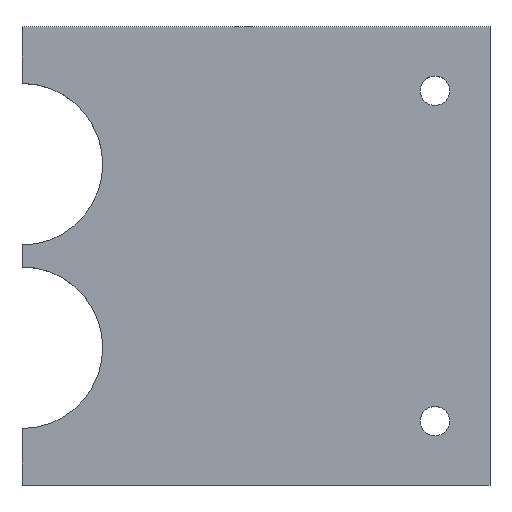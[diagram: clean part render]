
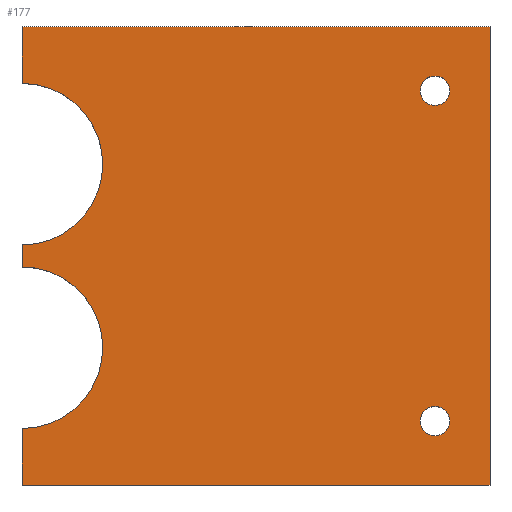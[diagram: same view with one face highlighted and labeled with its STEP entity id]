
A CAD part, top view. The second image highlights one B-rep face of the part: STEP entity #177.
In plain terms, the highlighted planar face has unit normal (0, 0, 1).
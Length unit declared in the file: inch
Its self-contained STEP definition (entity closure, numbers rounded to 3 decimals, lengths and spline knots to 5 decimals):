
#2 = CARTESIAN_POINT ( 'NONE',  ( 1.75, -1.125, 0. ) ) ;
#19 = CIRCLE ( 'NONE', #821, 0.1005 ) ;
#26 = VERTEX_POINT ( 'NONE', #646 ) ;
#30 = VERTEX_POINT ( 'NONE', #245 ) ;
#32 = EDGE_CURVE ( 'NONE', #203, #260, #643, .T. ) ;
#49 = EDGE_CURVE ( 'NONE', #260, #167, #317, .T. ) ;
#57 = FACE_BOUND ( 'NONE', #466, .T. ) ;
#59 = VERTEX_POINT ( 'NONE', #795 ) ;
#60 = AXIS2_PLACEMENT_3D ( 'NONE', #510, #397, #256 ) ;
#61 = ORIENTED_EDGE ( 'NONE', *, *, #323, .F. ) ;
#78 = CARTESIAN_POINT ( 'NONE',  ( -1.0625, 0.625, 0. ) ) ;
#115 = CIRCLE ( 'NONE', #831, 0.55 ) ;
#116 = DIRECTION ( 'NONE',  ( 1., 0., 0. ) ) ;
#119 = FACE_BOUND ( 'NONE', #551, .T. ) ;
#135 = CARTESIAN_POINT ( 'NONE',  ( 0., 0., 0. ) ) ;
#136 = LINE ( 'NONE', #398, #198 ) ;
#144 = DIRECTION ( 'NONE',  ( 1., 0., 0. ) ) ;
#146 = ORIENTED_EDGE ( 'NONE', *, *, #737, .F. ) ;
#147 = DIRECTION ( 'NONE',  ( 0., 0., 1. ) ) ;
#150 = ORIENTED_EDGE ( 'NONE', *, *, #794, .F. ) ;
#151 = CARTESIAN_POINT ( 'NONE',  ( -0.5125, 0.625, 0. ) ) ;
#167 = VERTEX_POINT ( 'NONE', #531 ) ;
#177 = ADVANCED_FACE ( 'NONE', ( #119, #652, #57 ), #381, .F. ) ;
#183 = EDGE_CURVE ( 'NONE', #30, #799, #832, .T. ) ;
#192 = CARTESIAN_POINT ( 'NONE',  ( 1.6495, -1.125, 0. ) ) ;
#198 = VECTOR ( 'NONE', #597, 39.37008 ) ;
#203 = VERTEX_POINT ( 'NONE', #778 ) ;
#213 = CARTESIAN_POINT ( 'NONE',  ( -1.0625, -0.625, 0. ) ) ;
#222 = DIRECTION ( 'NONE',  ( -1., 0., 0. ) ) ;
#226 = ORIENTED_EDGE ( 'NONE', *, *, #294, .F. ) ;
#227 = AXIS2_PLACEMENT_3D ( 'NONE', #710, #385, #116 ) ;
#235 = ORIENTED_EDGE ( 'NONE', *, *, #835, .F. ) ;
#236 = CARTESIAN_POINT ( 'NONE',  ( -1.0625, 0.625, 0. ) ) ;
#241 = DIRECTION ( 'NONE',  ( 1., 0., 0. ) ) ;
#244 = VERTEX_POINT ( 'NONE', #387 ) ;
#245 = CARTESIAN_POINT ( 'NONE',  ( 1.8505, -1.125, 0. ) ) ;
#247 = DIRECTION ( 'NONE',  ( 0., 0., 1. ) ) ;
#256 = DIRECTION ( 'NONE',  ( 1., 0., 0. ) ) ;
#260 = VERTEX_POINT ( 'NONE', #657 ) ;
#262 = VECTOR ( 'NONE', #537, 39.37008 ) ;
#270 = CARTESIAN_POINT ( 'NONE',  ( 2.125, -1.5625, 0. ) ) ;
#282 = ORIENTED_EDGE ( 'NONE', *, *, #563, .T. ) ;
#294 = EDGE_CURVE ( 'NONE', #167, #360, #569, .T. ) ;
#296 = ORIENTED_EDGE ( 'NONE', *, *, #486, .F. ) ;
#311 = VERTEX_POINT ( 'NONE', #668 ) ;
#316 = DIRECTION ( 'NONE',  ( 0., 0., -1. ) ) ;
#317 = LINE ( 'NONE', #528, #711 ) ;
#323 = EDGE_CURVE ( 'NONE', #311, #203, #115, .T. ) ;
#342 = DIRECTION ( 'NONE',  ( 1., 0., 0. ) ) ;
#343 = LINE ( 'NONE', #543, #262 ) ;
#344 = CIRCLE ( 'NONE', #829, 0.1005 ) ;
#350 = DIRECTION ( 'NONE',  ( 0., 0., 1. ) ) ;
#360 = VERTEX_POINT ( 'NONE', #151 ) ;
#381 = PLANE ( 'NONE',  #806 ) ;
#382 = EDGE_LOOP ( 'NONE', ( #434, #296, #146, #226, #779, #723, #61, #852, #583, #282 ) ) ;
#383 = CARTESIAN_POINT ( 'NONE',  ( 1.75, 1.125, 0. ) ) ;
#385 = DIRECTION ( 'NONE',  ( 0., 0., 1. ) ) ;
#387 = CARTESIAN_POINT ( 'NONE',  ( 1.6495, 1.125, 0. ) ) ;
#392 = EDGE_CURVE ( 'NONE', #59, #311, #409, .T. ) ;
#397 = DIRECTION ( 'NONE',  ( 0., 0., 1. ) ) ;
#398 = CARTESIAN_POINT ( 'NONE',  ( -1.0625, 1.5625, 0. ) ) ;
#407 = EDGE_CURVE ( 'NONE', #647, #244, #19, .T. ) ;
#409 = LINE ( 'NONE', #476, #585 ) ;
#410 = LINE ( 'NONE', #756, #709 ) ;
#414 = CIRCLE ( 'NONE', #855, 0.1005 ) ;
#422 = LINE ( 'NONE', #484, #735 ) ;
#427 = CARTESIAN_POINT ( 'NONE',  ( 2.125, 1.5625, 0. ) ) ;
#434 = ORIENTED_EDGE ( 'NONE', *, *, #581, .T. ) ;
#459 = VERTEX_POINT ( 'NONE', #427 ) ;
#461 = DIRECTION ( 'NONE',  ( -1., 0., 0. ) ) ;
#466 = EDGE_LOOP ( 'NONE', ( #770, #235 ) ) ;
#476 = CARTESIAN_POINT ( 'NONE',  ( -1.0625, 1.5625, 0. ) ) ;
#484 = CARTESIAN_POINT ( 'NONE',  ( -2.125, 1.5625, 0. ) ) ;
#486 = EDGE_CURVE ( 'NONE', #732, #26, #136, .T. ) ;
#487 = VERTEX_POINT ( 'NONE', #270 ) ;
#510 = CARTESIAN_POINT ( 'NONE',  ( 1.75, -1.125, 0. ) ) ;
#513 = DIRECTION ( 'NONE',  ( 1., 0., 0. ) ) ;
#528 = CARTESIAN_POINT ( 'NONE',  ( -1.0625, 1.5625, 0. ) ) ;
#531 = CARTESIAN_POINT ( 'NONE',  ( -1.0625, 0.075, 0. ) ) ;
#535 = DIRECTION ( 'NONE',  ( 0., 0., 1. ) ) ;
#537 = DIRECTION ( 'NONE',  ( 0., 1., 0. ) ) ;
#543 = CARTESIAN_POINT ( 'NONE',  ( 2.125, -1.5625, 0. ) ) ;
#551 = EDGE_LOOP ( 'NONE', ( #791, #150 ) ) ;
#563 = EDGE_CURVE ( 'NONE', #487, #459, #343, .T. ) ;
#569 = CIRCLE ( 'NONE', #658, 0.55 ) ;
#580 = CIRCLE ( 'NONE', #698, 0.55 ) ;
#581 = EDGE_CURVE ( 'NONE', #459, #26, #422, .T. ) ;
#583 = ORIENTED_EDGE ( 'NONE', *, *, #625, .T. ) ;
#585 = VECTOR ( 'NONE', #678, 39.37008 ) ;
#595 = DIRECTION ( 'NONE',  ( 0., 1., 0. ) ) ;
#597 = DIRECTION ( 'NONE',  ( 0., 1., 0. ) ) ;
#622 = CARTESIAN_POINT ( 'NONE',  ( 1.8505, 1.125, 0. ) ) ;
#624 = CARTESIAN_POINT ( 'NONE',  ( 1.75, 1.125, 0. ) ) ;
#625 = EDGE_CURVE ( 'NONE', #59, #487, #410, .T. ) ;
#637 = CARTESIAN_POINT ( 'NONE',  ( -1.0625, 1.175, 0. ) ) ;
#643 = CIRCLE ( 'NONE', #227, 0.55 ) ;
#646 = CARTESIAN_POINT ( 'NONE',  ( -1.0625, 1.5625, 0. ) ) ;
#647 = VERTEX_POINT ( 'NONE', #622 ) ;
#652 = FACE_OUTER_BOUND ( 'NONE', #382, .T. ) ;
#657 = CARTESIAN_POINT ( 'NONE',  ( -1.0625, -0.075, 0. ) ) ;
#658 = AXIS2_PLACEMENT_3D ( 'NONE', #78, #350, #342 ) ;
#668 = CARTESIAN_POINT ( 'NONE',  ( -1.0625, -1.175, 0. ) ) ;
#678 = DIRECTION ( 'NONE',  ( 0., 1., 0. ) ) ;
#679 = DIRECTION ( 'NONE',  ( 1., 0., 0. ) ) ;
#692 = DIRECTION ( 'NONE',  ( 0., 0., 1. ) ) ;
#698 = AXIS2_PLACEMENT_3D ( 'NONE', #236, #692, #241 ) ;
#709 = VECTOR ( 'NONE', #679, 39.37008 ) ;
#710 = CARTESIAN_POINT ( 'NONE',  ( -1.0625, -0.625, 0. ) ) ;
#711 = VECTOR ( 'NONE', #595, 39.37008 ) ;
#723 = ORIENTED_EDGE ( 'NONE', *, *, #32, .F. ) ;
#732 = VERTEX_POINT ( 'NONE', #637 ) ;
#735 = VECTOR ( 'NONE', #222, 39.37008 ) ;
#737 = EDGE_CURVE ( 'NONE', #360, #732, #580, .T. ) ;
#756 = CARTESIAN_POINT ( 'NONE',  ( -2.125, -1.5625, 0. ) ) ;
#770 = ORIENTED_EDGE ( 'NONE', *, *, #407, .F. ) ;
#778 = CARTESIAN_POINT ( 'NONE',  ( -0.5125, -0.625, 0. ) ) ;
#779 = ORIENTED_EDGE ( 'NONE', *, *, #49, .F. ) ;
#781 = DIRECTION ( 'NONE',  ( 0., 0., 1. ) ) ;
#784 = DIRECTION ( 'NONE',  ( 1., 0., 0. ) ) ;
#791 = ORIENTED_EDGE ( 'NONE', *, *, #183, .F. ) ;
#794 = EDGE_CURVE ( 'NONE', #799, #30, #344, .T. ) ;
#795 = CARTESIAN_POINT ( 'NONE',  ( -1.0625, -1.5625, 0. ) ) ;
#799 = VERTEX_POINT ( 'NONE', #192 ) ;
#806 = AXIS2_PLACEMENT_3D ( 'NONE', #135, #316, #461 ) ;
#809 = DIRECTION ( 'NONE',  ( 1., 0., 0. ) ) ;
#821 = AXIS2_PLACEMENT_3D ( 'NONE', #624, #535, #809 ) ;
#829 = AXIS2_PLACEMENT_3D ( 'NONE', #2, #781, #784 ) ;
#831 = AXIS2_PLACEMENT_3D ( 'NONE', #213, #147, #144 ) ;
#832 = CIRCLE ( 'NONE', #60, 0.1005 ) ;
#835 = EDGE_CURVE ( 'NONE', #244, #647, #414, .T. ) ;
#852 = ORIENTED_EDGE ( 'NONE', *, *, #392, .F. ) ;
#855 = AXIS2_PLACEMENT_3D ( 'NONE', #383, #247, #513 ) ;
